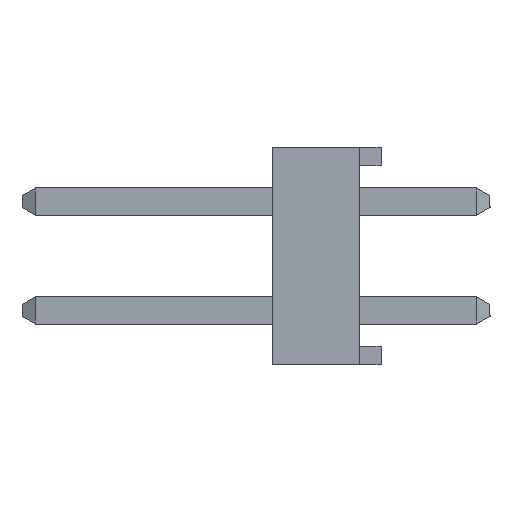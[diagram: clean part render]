
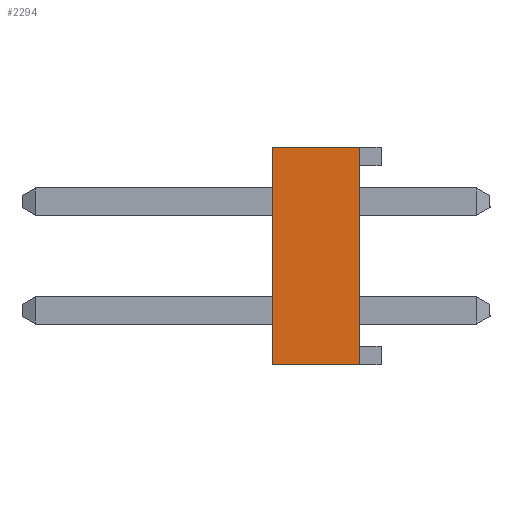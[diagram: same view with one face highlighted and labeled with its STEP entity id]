
A CAD part, left-side view. The second image highlights one B-rep face of the part: STEP entity #2294.
In plain terms, the highlighted planar face has unit normal (-1, 0, 0).
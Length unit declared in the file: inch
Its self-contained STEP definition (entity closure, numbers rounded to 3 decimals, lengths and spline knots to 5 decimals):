
#2294 = ADVANCED_FACE( '', ( #5216 ), #5217, .F. );
#5216 = FACE_OUTER_BOUND( '', #8834, .T. );
#5217 = PLANE( '', #8835 );
#8834 = EDGE_LOOP( '', ( #15496, #15497, #15498, #15499 ) );
#8835 = AXIS2_PLACEMENT_3D( '', #15500, #15501, #15502 );
#15496 = ORIENTED_EDGE( '', *, *, #23218, .F. );
#15497 = ORIENTED_EDGE( '', *, *, #23819, .F. );
#15498 = ORIENTED_EDGE( '', *, *, #23820, .F. );
#15499 = ORIENTED_EDGE( '', *, *, #23821, .T. );
#15500 = CARTESIAN_POINT( '', ( -0.7, 0.1, -0.1 ) );
#15501 = DIRECTION( '', ( 1., 0., 0. ) );
#15502 = DIRECTION( '', ( 0., 0., -1. ) );
#23218 = EDGE_CURVE( '', #28553, #28555, #28556, .T. );
#23819 = EDGE_CURVE( '', #29392, #28553, #29393, .T. );
#23820 = EDGE_CURVE( '', #29394, #29392, #29395, .T. );
#23821 = EDGE_CURVE( '', #29394, #28555, #29396, .T. );
#28553 = VERTEX_POINT( '', #35949 );
#28555 = VERTEX_POINT( '', #35952 );
#28556 = LINE( '', #35953, #35954 );
#29392 = VERTEX_POINT( '', #37238 );
#29393 = LINE( '', #37239, #37240 );
#29394 = VERTEX_POINT( '', #37241 );
#29395 = LINE( '', #37242, #37243 );
#29396 = LINE( '', #37244, #37245 );
#35949 = CARTESIAN_POINT( '', ( -0.7, 0.02, 0.1 ) );
#35952 = CARTESIAN_POINT( '', ( -0.7, 0.02, -0.1 ) );
#35953 = CARTESIAN_POINT( '', ( -0.7, 0.02, -0.1 ) );
#35954 = VECTOR( '', #41505, 39.37008 );
#37238 = CARTESIAN_POINT( '', ( -0.7, 0.1, 0.1 ) );
#37239 = CARTESIAN_POINT( '', ( -0.7, 0.1, 0.1 ) );
#37240 = VECTOR( '', #41954, 39.37008 );
#37241 = CARTESIAN_POINT( '', ( -0.7, 0.1, -0.1 ) );
#37242 = CARTESIAN_POINT( '', ( -0.7, 0.1, -0.1 ) );
#37243 = VECTOR( '', #41955, 39.37008 );
#37244 = CARTESIAN_POINT( '', ( -0.7, 0.1, -0.1 ) );
#37245 = VECTOR( '', #41956, 39.37008 );
#41505 = DIRECTION( '', ( 0., 0., -1. ) );
#41954 = DIRECTION( '', ( 0., -1., 0. ) );
#41955 = DIRECTION( '', ( 0., 0., 1. ) );
#41956 = DIRECTION( '', ( 0., -1., 0. ) );
